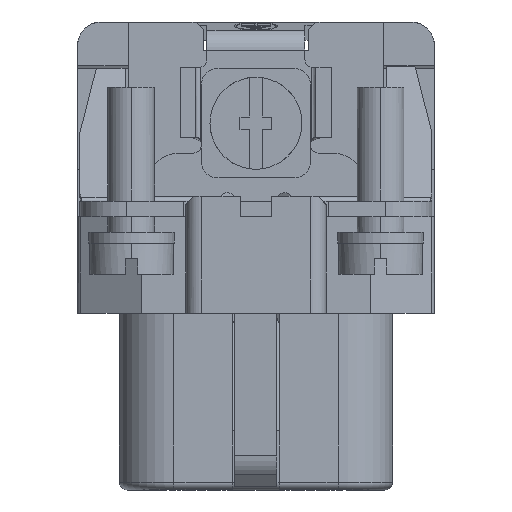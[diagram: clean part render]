
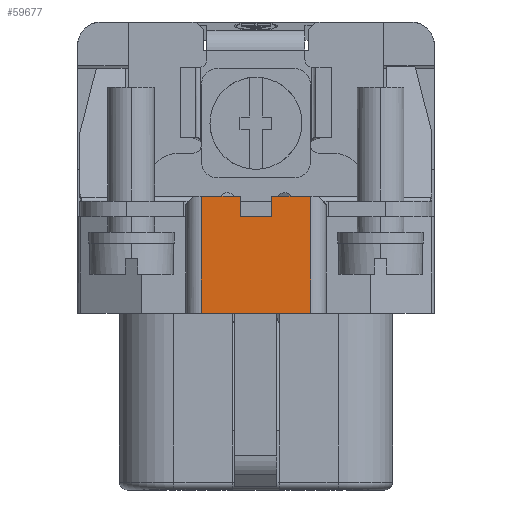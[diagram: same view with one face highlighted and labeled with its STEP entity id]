
A CAD part, left-side view. The second image highlights one B-rep face of the part: STEP entity #59677.
In plain terms, the highlighted planar face has unit normal (-1, 0, 0).
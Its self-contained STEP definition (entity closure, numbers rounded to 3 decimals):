
#358=DIRECTION('',(0.,0.,-1.));
#359=VECTOR('',#358,1.3);
#360=CARTESIAN_POINT('',(-27.7,-1.,7.5));
#361=LINE('',#360,#359);
#3166=DIRECTION('',(0.,0.,1.));
#3167=VECTOR('',#3166,7.5);
#3168=CARTESIAN_POINT('',(-27.7,-3.5,0.));
#3169=LINE('',#3168,#3167);
#3186=DIRECTION('',(0.,1.,0.));
#3187=VECTOR('',#3186,7.);
#3188=CARTESIAN_POINT('',(-27.7,-3.5,0.));
#3189=LINE('',#3188,#3187);
#3190=DIRECTION('',(0.,-1.,0.));
#3191=VECTOR('',#3190,2.5);
#3192=CARTESIAN_POINT('',(-27.7,3.5,7.5));
#3193=LINE('',#3192,#3191);
#3194=DIRECTION('',(0.,0.,-1.));
#3195=VECTOR('',#3194,1.3);
#3196=CARTESIAN_POINT('',(-27.7,1.,7.5));
#3197=LINE('',#3196,#3195);
#3198=DIRECTION('',(0.,-1.,0.));
#3199=VECTOR('',#3198,2.);
#3200=CARTESIAN_POINT('',(-27.7,1.,6.2));
#3201=LINE('',#3200,#3199);
#3202=DIRECTION('',(0.,-1.,0.));
#3203=VECTOR('',#3202,2.5);
#3204=CARTESIAN_POINT('',(-27.7,-1.,7.5));
#3205=LINE('',#3204,#3203);
#3218=DIRECTION('',(0.,0.,-1.));
#3219=VECTOR('',#3218,7.5);
#3220=CARTESIAN_POINT('',(-27.7,3.5,7.5));
#3221=LINE('',#3220,#3219);
#50303=CARTESIAN_POINT('',(-27.7,-3.5,0.));
#50304=VERTEX_POINT('',#50303);
#50331=CARTESIAN_POINT('',(-27.7,3.5,0.));
#50332=VERTEX_POINT('',#50331);
#53316=CARTESIAN_POINT('',(-27.7,-3.5,7.5));
#53317=VERTEX_POINT('',#53316);
#53318=CARTESIAN_POINT('',(-27.7,3.5,7.5));
#53319=VERTEX_POINT('',#53318);
#53320=CARTESIAN_POINT('',(-27.7,1.,7.5));
#53321=VERTEX_POINT('',#53320);
#53322=CARTESIAN_POINT('',(-27.7,1.,6.2));
#53323=VERTEX_POINT('',#53322);
#53324=CARTESIAN_POINT('',(-27.7,-1.,6.2));
#53325=VERTEX_POINT('',#53324);
#53326=CARTESIAN_POINT('',(-27.7,-1.,7.5));
#53327=VERTEX_POINT('',#53326);
#59659=CARTESIAN_POINT('',(-27.7,-4.475,0.));
#59660=DIRECTION('',(-1.,0.,0.));
#59661=DIRECTION('',(0.,0.,1.));
#59662=AXIS2_PLACEMENT_3D('',#59659,#59660,#59661);
#59663=PLANE('',#59662);
#59664=ORIENTED_EDGE('',*,*,#59650,.F.);
#59665=ORIENTED_EDGE('',*,*,#59524,.T.);
#59667=ORIENTED_EDGE('',*,*,#59666,.F.);
#59669=ORIENTED_EDGE('',*,*,#59668,.T.);
#59670=ORIENTED_EDGE('',*,*,#56936,.T.);
#59671=ORIENTED_EDGE('',*,*,#56966,.T.);
#59672=ORIENTED_EDGE('',*,*,#56982,.F.);
#59674=ORIENTED_EDGE('',*,*,#59673,.T.);
#59675=EDGE_LOOP('',(#59664,#59665,#59667,#59669,#59670,#59671,#59672,#59674));
#59676=FACE_OUTER_BOUND('',#59675,.F.);
#56936=EDGE_CURVE('',#53321,#53323,#3197,.T.);
#56966=EDGE_CURVE('',#53323,#53325,#3201,.T.);
#56982=EDGE_CURVE('',#53327,#53325,#361,.T.);
#59524=EDGE_CURVE('',#50304,#50332,#3189,.T.);
#59650=EDGE_CURVE('',#50304,#53317,#3169,.T.);
#59666=EDGE_CURVE('',#53319,#50332,#3221,.T.);
#59668=EDGE_CURVE('',#53319,#53321,#3193,.T.);
#59673=EDGE_CURVE('',#53327,#53317,#3205,.T.);
#59677=ADVANCED_FACE('',(#59676),#59663,.T.);
